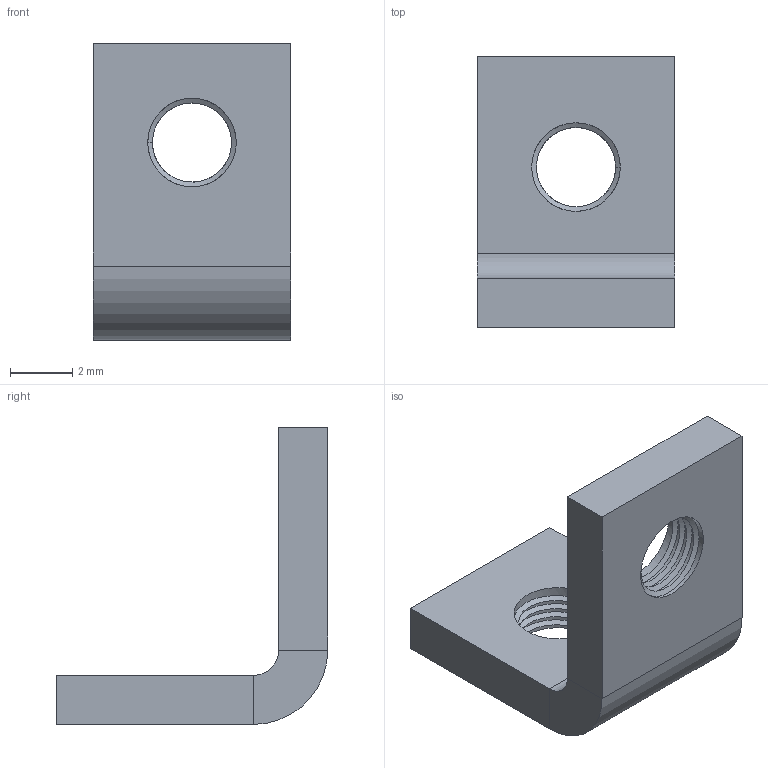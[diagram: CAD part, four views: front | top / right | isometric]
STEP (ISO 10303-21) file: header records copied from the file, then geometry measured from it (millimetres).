
FILE_DESCRIPTION(('FreeCAD Model'),'2;1');
FILE_NAME('621.step','2021-02-02T23:27:37',( 'kicad StepUp'),('ksu MCAD'),'Open CASCADE STEP processor 7.3', 'FreeCAD','Unknown');
FILE_SCHEMA(('AUTOMOTIVE_DESIGN { 1 0 10303 214 1 1 1 1 }'));
Length unit declared in the file: millimetre
Products named in the file (1): 621
Bounding box: 6.35 x 8.71 x 9.53 mm (x, y, z)
Volume: 140.7 mm3; surface area: 287.2 mm2
Topology: 1 solids, 1 shells, 42 faces, 104 edges, 64 vertices
Faces by surface type: cylinder 22, plane 16, bspline 4
Entity records: 1799 total; most frequent: CARTESIAN_POINT 887, ORIENTED_EDGE 208, DIRECTION 160, EDGE_CURVE 104, VERTEX_POINT 64, LINE 58, VECTOR 58, AXIS2_PLACEMENT_3D 51
